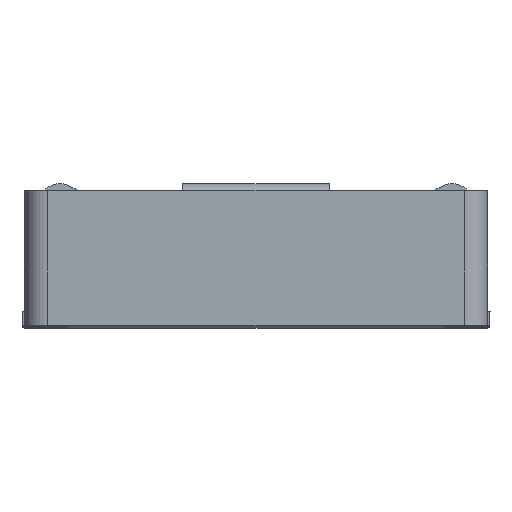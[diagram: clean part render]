
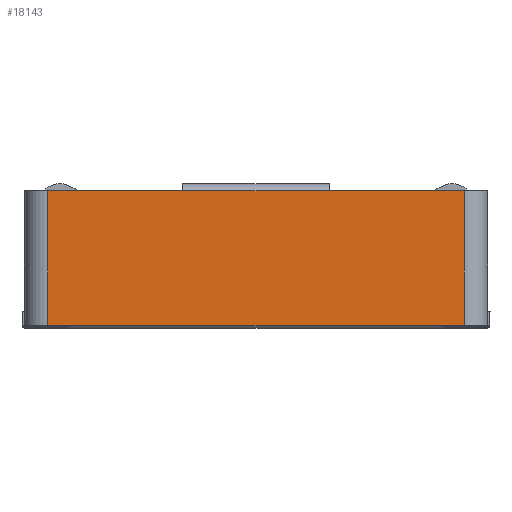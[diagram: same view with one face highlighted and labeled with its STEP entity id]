
A CAD part, top view. The second image highlights one B-rep face of the part: STEP entity #18143.
In plain terms, the highlighted free-form (B-spline) face has degree [1, 1] with [2, 2] control points.
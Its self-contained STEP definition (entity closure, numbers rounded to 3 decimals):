
#198 = CARTESIAN_POINT ( 'NONE',  ( 0.881, 0.54, 3.87 ) ) ;
#306 = DIRECTION ( 'NONE',  ( -1., 0., 0. ) ) ;
#945 = EDGE_CURVE ( 'NONE', #10109, #20856, #19370, .T. ) ;
#1734 = LINE ( 'NONE', #11236, #13246 ) ;
#2262 = CARTESIAN_POINT ( 'NONE',  ( 0.881, -0.03, 3.87 ) ) ;
#3526 = VECTOR ( 'NONE', #17544, 1000. ) ;
#4506 = B_SPLINE_SURFACE_WITH_KNOTS ( 'NONE', 1, 1, ( 
 ( #22408, #10946 ),
 ( #18742, #9240 ) ),
 .UNSPECIFIED., .F., .F., .F.,
 ( 2, 2 ),
 ( 2, 2 ),
 ( 0., 1. ),
 ( 0., 1. ),
 .UNSPECIFIED. ) ;
#5442 = VERTEX_POINT ( 'NONE', #13591 ) ;
#7252 = ORIENTED_EDGE ( 'NONE', *, *, #16276, .T. ) ;
#7276 = CARTESIAN_POINT ( 'NONE',  ( -0.879, -0.03, 3.87 ) ) ;
#8034 = EDGE_LOOP ( 'NONE', ( #22889, #8845, #7252, #24069 ) ) ;
#8845 = ORIENTED_EDGE ( 'NONE', *, *, #945, .F. ) ;
#8987 = LINE ( 'NONE', #7276, #22963 ) ;
#9240 = CARTESIAN_POINT ( 'NONE',  ( -0.925, -0.047, 3.87 ) ) ;
#10108 = CARTESIAN_POINT ( 'NONE',  ( 0.881, 0.54, 3.87 ) ) ;
#10109 = VERTEX_POINT ( 'NONE', #198 ) ;
#10946 = CARTESIAN_POINT ( 'NONE',  ( 0.928, -0.047, 3.87 ) ) ;
#11236 = CARTESIAN_POINT ( 'NONE',  ( 0.881, 0.54, 3.87 ) ) ;
#13007 = EDGE_CURVE ( 'NONE', #13447, #5442, #8987, .T. ) ;
#13246 = VECTOR ( 'NONE', #16851, 1000. ) ;
#13447 = VERTEX_POINT ( 'NONE', #14217 ) ;
#13591 = CARTESIAN_POINT ( 'NONE',  ( -0.879, 0.54, 3.87 ) ) ;
#14065 = VECTOR ( 'NONE', #306, 1000. ) ;
#14217 = CARTESIAN_POINT ( 'NONE',  ( -0.879, -0.03, 3.87 ) ) ;
#16276 = EDGE_CURVE ( 'NONE', #10109, #5442, #1734, .T. ) ;
#16851 = DIRECTION ( 'NONE',  ( -1., 0., 0. ) ) ;
#17072 = EDGE_CURVE ( 'NONE', #20856, #13447, #22631, .T. ) ;
#17544 = DIRECTION ( 'NONE',  ( 0., -1., 0. ) ) ;
#18143 = ADVANCED_FACE ( 'NONE', ( #23873 ), #4506, .T. ) ;
#18742 = CARTESIAN_POINT ( 'NONE',  ( -0.925, 0.557, 3.87 ) ) ;
#19370 = LINE ( 'NONE', #10108, #3526 ) ;
#19961 = DIRECTION ( 'NONE',  ( 0., 1., 0. ) ) ;
#20856 = VERTEX_POINT ( 'NONE', #21094 ) ;
#21094 = CARTESIAN_POINT ( 'NONE',  ( 0.881, -0.03, 3.87 ) ) ;
#22408 = CARTESIAN_POINT ( 'NONE',  ( 0.928, 0.557, 3.87 ) ) ;
#22631 = LINE ( 'NONE', #2262, #14065 ) ;
#22889 = ORIENTED_EDGE ( 'NONE', *, *, #17072, .F. ) ;
#22963 = VECTOR ( 'NONE', #19961, 1000. ) ;
#23873 = FACE_OUTER_BOUND ( 'NONE', #8034, .T. ) ;
#24069 = ORIENTED_EDGE ( 'NONE', *, *, #13007, .F. ) ;
